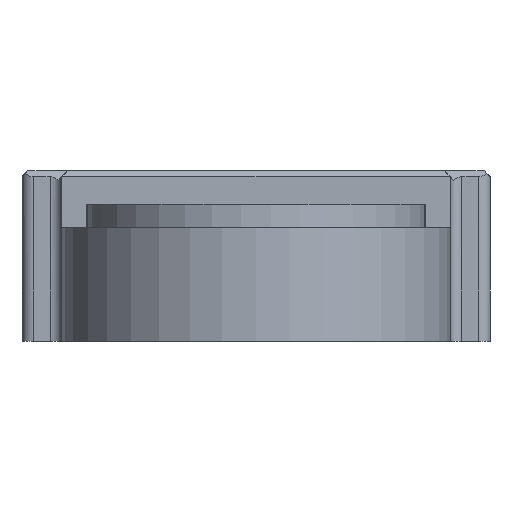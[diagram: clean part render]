
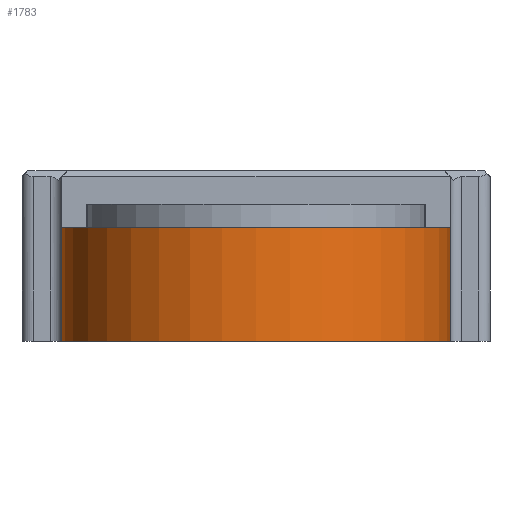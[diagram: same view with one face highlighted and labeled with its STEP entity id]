
A CAD part, front view. The second image highlights one B-rep face of the part: STEP entity #1783.
In plain terms, the highlighted cylindrical face has radius 16.6 mm (diameter 33.2 mm), a partial arc.
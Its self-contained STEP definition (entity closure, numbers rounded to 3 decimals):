
#58=CYLINDRICAL_SURFACE('',#1944,16.6);
#96=CIRCLE('',#1945,16.6);
#97=CIRCLE('',#1946,16.6);
#179=FACE_OUTER_BOUND('',#275,.T.);
#275=EDGE_LOOP('',(#1484,#1485,#1486,#1487));
#422=LINE('',#2815,#622);
#440=LINE('',#2858,#640);
#622=VECTOR('',#2278,1000.);
#640=VECTOR('',#2328,1000.);
#823=VERTEX_POINT('',#2812);
#824=VERTEX_POINT('',#2814);
#832=VERTEX_POINT('',#2855);
#833=VERTEX_POINT('',#2857);
#1037=EDGE_CURVE('',#823,#824,#422,.T.);
#1059=EDGE_CURVE('',#832,#833,#440,.T.);
#1093=EDGE_CURVE('',#824,#832,#96,.T.);
#1094=EDGE_CURVE('',#833,#823,#97,.T.);
#1484=ORIENTED_EDGE('',*,*,#1059,.F.);
#1485=ORIENTED_EDGE('',*,*,#1093,.F.);
#1486=ORIENTED_EDGE('',*,*,#1037,.F.);
#1487=ORIENTED_EDGE('',*,*,#1094,.F.);
#1783=ADVANCED_FACE('',(#179),#58,.T.);
#1944=AXIS2_PLACEMENT_3D('',#2926,#2386,#2387);
#1945=AXIS2_PLACEMENT_3D('',#2927,#2388,#2389);
#1946=AXIS2_PLACEMENT_3D('',#2928,#2390,#2391);
#2278=DIRECTION('',(0.,0.,1.));
#2328=DIRECTION('',(0.,0.,-1.));
#2386=DIRECTION('center_axis',(0.,0.,-1.));
#2387=DIRECTION('ref_axis',(-1.,0.,0.));
#2388=DIRECTION('center_axis',(0.,0.,1.));
#2389=DIRECTION('ref_axis',(1.,0.,0.));
#2390=DIRECTION('center_axis',(0.,0.,-1.));
#2391=DIRECTION('ref_axis',(-1.,0.,0.));
#2812=CARTESIAN_POINT('',(0.,16.6,0.));
#2814=CARTESIAN_POINT('',(0.,16.6,9.7));
#2815=CARTESIAN_POINT('',(0.,16.6,14.55));
#2855=CARTESIAN_POINT('',(33.2,16.6,9.7));
#2857=CARTESIAN_POINT('',(33.2,16.6,0.));
#2858=CARTESIAN_POINT('',(33.2,16.6,14.55));
#2926=CARTESIAN_POINT('Origin',(16.6,16.6,14.55));
#2927=CARTESIAN_POINT('Origin',(16.6,16.6,9.7));
#2928=CARTESIAN_POINT('Origin',(16.6,16.6,0.));
